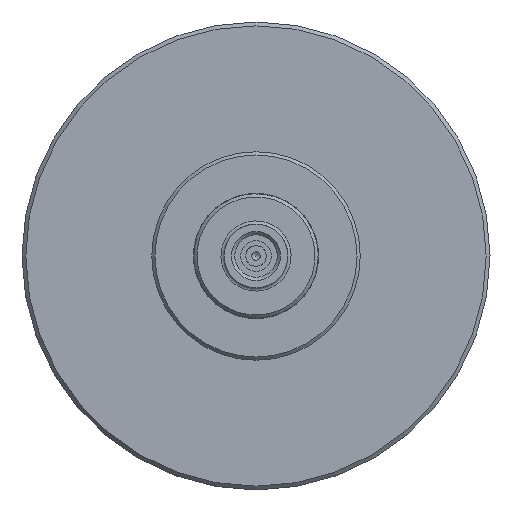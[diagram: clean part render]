
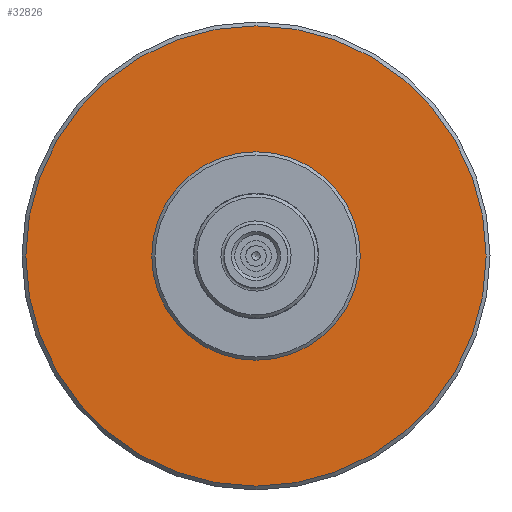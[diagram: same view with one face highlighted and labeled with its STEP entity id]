
A CAD part, front view. The second image highlights one B-rep face of the part: STEP entity #32826.
In plain terms, the highlighted planar face has unit normal (0, -1, 0).
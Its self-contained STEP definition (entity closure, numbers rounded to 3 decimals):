
#728=PLANE('',#33872);
#967=CIRCLE('',#33873,4.9);
#968=CIRCLE('',#33874,10.82);
#12714=ORIENTED_EDGE('',*,*,#18311,.T.);
#12715=ORIENTED_EDGE('',*,*,#18312,.T.);
#18311=EDGE_CURVE('',#21073,#21073,#967,.T.);
#18312=EDGE_CURVE('',#21074,#21074,#968,.F.);
#21073=VERTEX_POINT('',#208690);
#21074=VERTEX_POINT('',#208692);
#26188=EDGE_LOOP('',(#12714));
#26189=EDGE_LOOP('',(#12715));
#28715=FACE_BOUND('',#26188,.T.);
#28716=FACE_BOUND('',#26189,.T.);
#32826=ADVANCED_FACE('',(#28715,#28716),#728,.F.);
#33872=AXIS2_PLACEMENT_3D('',#208688,#35998,#35999);
#33873=AXIS2_PLACEMENT_3D('',#208689,#36000,#36001);
#33874=AXIS2_PLACEMENT_3D('',#208691,#36002,#36003);
#35998=DIRECTION('',(0.,1.,0.));
#35999=DIRECTION('',(0.,0.,1.));
#36000=DIRECTION('',(0.,1.,0.));
#36001=DIRECTION('',(0.,0.,-1.));
#36002=DIRECTION('',(0.,1.,0.));
#36003=DIRECTION('',(0.,0.,1.));
#208688=CARTESIAN_POINT('',(0.,0.,0.));
#208689=CARTESIAN_POINT('',(0.,0.,0.));
#208690=CARTESIAN_POINT('',(0.,0.,-4.9));
#208691=CARTESIAN_POINT('',(0.,0.,0.));
#208692=CARTESIAN_POINT('',(0.,0.,10.82));
